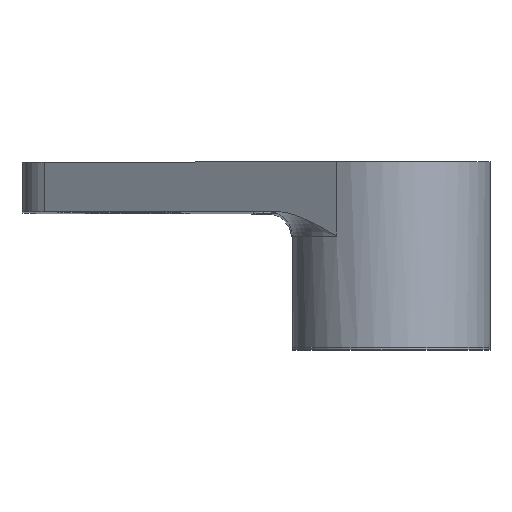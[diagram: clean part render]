
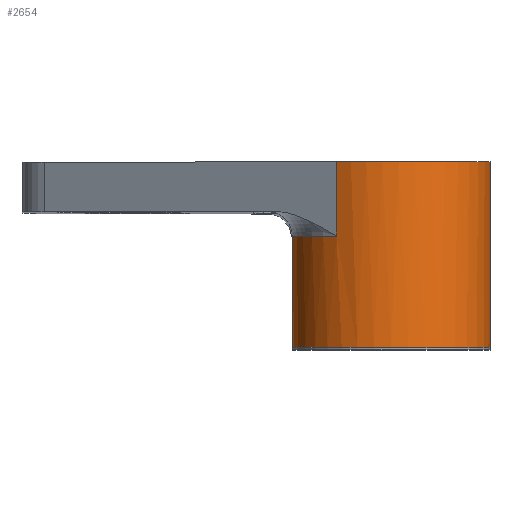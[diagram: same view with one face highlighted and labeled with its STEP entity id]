
A CAD part, top view. The second image highlights one B-rep face of the part: STEP entity #2654.
In plain terms, the highlighted cylindrical face has radius 4 mm (diameter 8 mm), a full revolution.
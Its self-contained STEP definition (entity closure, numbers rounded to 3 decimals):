
#287 = TOROIDAL_SURFACE('',#288,5.,1.);
#288 = AXIS2_PLACEMENT_3D('',#289,#290,#291);
#289 = CARTESIAN_POINT('',(-30.54,-48.158,
    96.224));
#290 = DIRECTION('',(0.,1.,0.));
#291 = DIRECTION('',(0.,0.,1.));
#315 = PLANE('',#316);
#316 = AXIS2_PLACEMENT_3D('',#317,#318,#319);
#317 = CARTESIAN_POINT('',(-28.331,-47.158,
    92.89));
#318 = DIRECTION('',(0.552,0.,-0.834));
#319 = DIRECTION('',(-0.834,0.,-0.552));
#668 = PLANE('',#669);
#669 = AXIS2_PLACEMENT_3D('',#670,#671,#672);
#670 = CARTESIAN_POINT('',(-45.469,-47.158,
    91.129));
#671 = DIRECTION('',(-0.552,0.,0.834));
#672 = DIRECTION('',(0.834,0.,0.552));
#771 = PLANE('',#772);
#772 = AXIS2_PLACEMENT_3D('',#773,#774,#775);
#773 = CARTESIAN_POINT('',(-36.005,-45.158,
    66.024));
#774 = DIRECTION('',(0.,1.,0.));
#775 = DIRECTION('',(-1.,0.,0.));
#1188 = VERTEX_POINT('',#1189);
#1189 = CARTESIAN_POINT('',(-32.75,-48.158,
    99.558));
#1234 = EDGE_CURVE('',#1235,#1188,#1237,.T.);
#1235 = VERTEX_POINT('',#1236);
#1236 = CARTESIAN_POINT('',(-30.54,-48.158,
    92.224));
#1237 = SURFACE_CURVE('',#1238,(#1243,#1250),.PCURVE_S1.);
#1238 = CIRCLE('',#1239,4.);
#1239 = AXIS2_PLACEMENT_3D('',#1240,#1241,#1242);
#1240 = CARTESIAN_POINT('',(-30.54,-48.158,
    96.224));
#1241 = DIRECTION('',(0.,1.,0.));
#1242 = DIRECTION('',(-0.834,0.,
    -0.552));
#1243 = PCURVE('',#287,#1244);
#1244 = DEFINITIONAL_REPRESENTATION('',(#1245),#1249);
#1245 = LINE('',#1246,#1247);
#1246 = CARTESIAN_POINT('',(-2.156,3.142));
#1247 = VECTOR('',#1248,1.);
#1248 = DIRECTION('',(1.,0.));
#1249 = ( GEOMETRIC_REPRESENTATION_CONTEXT(2) 
PARAMETRIC_REPRESENTATION_CONTEXT() REPRESENTATION_CONTEXT('2D SPACE',''
  ) );
#1250 = PCURVE('',#1251,#1256);
#1251 = CYLINDRICAL_SURFACE('',#1252,4.);
#1252 = AXIS2_PLACEMENT_3D('',#1253,#1254,#1255);
#1253 = CARTESIAN_POINT('',(-30.54,-52.658,
    96.224));
#1254 = DIRECTION('',(0.,1.,0.));
#1255 = DIRECTION('',(-1.,0.,-0.));
#1256 = DEFINITIONAL_REPRESENTATION('',(#1257),#1261);
#1257 = LINE('',#1258,#1259);
#1258 = CARTESIAN_POINT('',(-6.868,4.5));
#1259 = VECTOR('',#1260,1.);
#1260 = DIRECTION('',(1.,0.));
#1261 = ( GEOMETRIC_REPRESENTATION_CONTEXT(2) 
PARAMETRIC_REPRESENTATION_CONTEXT() REPRESENTATION_CONTEXT('2D SPACE',''
  ) );
#1278 = TOROIDAL_SURFACE('',#1279,5.,1.);
#1279 = AXIS2_PLACEMENT_3D('',#1280,#1281,#1282);
#1280 = CARTESIAN_POINT('',(-30.54,-48.158,
    96.224));
#1281 = DIRECTION('',(0.,1.,0.));
#1282 = DIRECTION('',(0.,0.,1.));
#1318 = EDGE_CURVE('',#1188,#1319,#1321,.T.);
#1319 = VERTEX_POINT('',#1320);
#1320 = CARTESIAN_POINT('',(-32.75,-45.158,
    99.558));
#1321 = SURFACE_CURVE('',#1322,(#1326,#1333),.PCURVE_S1.);
#1322 = LINE('',#1323,#1324);
#1323 = CARTESIAN_POINT('',(-32.75,-47.158,
    99.558));
#1324 = VECTOR('',#1325,1.);
#1325 = DIRECTION('',(0.,1.,0.));
#1326 = PCURVE('',#668,#1327);
#1327 = DEFINITIONAL_REPRESENTATION('',(#1328),#1332);
#1328 = LINE('',#1329,#1330);
#1329 = CARTESIAN_POINT('',(15.258,0.));
#1330 = VECTOR('',#1331,1.);
#1331 = DIRECTION('',(0.,1.));
#1332 = ( GEOMETRIC_REPRESENTATION_CONTEXT(2) 
PARAMETRIC_REPRESENTATION_CONTEXT() REPRESENTATION_CONTEXT('2D SPACE',''
  ) );
#1333 = PCURVE('',#1251,#1334);
#1334 = DEFINITIONAL_REPRESENTATION('',(#1335),#1339);
#1335 = LINE('',#1336,#1337);
#1336 = CARTESIAN_POINT('',(0.986,5.5));
#1337 = VECTOR('',#1338,1.);
#1338 = DIRECTION('',(0.,1.));
#1339 = ( GEOMETRIC_REPRESENTATION_CONTEXT(2) 
PARAMETRIC_REPRESENTATION_CONTEXT() REPRESENTATION_CONTEXT('2D SPACE',''
  ) );
#1389 = VERTEX_POINT('',#1390);
#1390 = CARTESIAN_POINT('',(-28.331,-45.158,
    92.89));
#1411 = EDGE_CURVE('',#1412,#1389,#1414,.T.);
#1412 = VERTEX_POINT('',#1413);
#1413 = CARTESIAN_POINT('',(-28.331,-48.158,
    92.89));
#1414 = SURFACE_CURVE('',#1415,(#1419,#1426),.PCURVE_S1.);
#1415 = LINE('',#1416,#1417);
#1416 = CARTESIAN_POINT('',(-28.331,-47.158,
    92.89));
#1417 = VECTOR('',#1418,1.);
#1418 = DIRECTION('',(0.,1.,0.));
#1419 = PCURVE('',#315,#1420);
#1420 = DEFINITIONAL_REPRESENTATION('',(#1421),#1425);
#1421 = LINE('',#1422,#1423);
#1422 = CARTESIAN_POINT('',(0.,0.));
#1423 = VECTOR('',#1424,1.);
#1424 = DIRECTION('',(0.,1.));
#1425 = ( GEOMETRIC_REPRESENTATION_CONTEXT(2) 
PARAMETRIC_REPRESENTATION_CONTEXT() REPRESENTATION_CONTEXT('2D SPACE',''
  ) );
#1426 = PCURVE('',#1251,#1427);
#1427 = DEFINITIONAL_REPRESENTATION('',(#1428),#1432);
#1428 = LINE('',#1429,#1430);
#1429 = CARTESIAN_POINT('',(-2.156,5.5));
#1430 = VECTOR('',#1431,1.);
#1431 = DIRECTION('',(0.,1.));
#1432 = ( GEOMETRIC_REPRESENTATION_CONTEXT(2) 
PARAMETRIC_REPRESENTATION_CONTEXT() REPRESENTATION_CONTEXT('2D SPACE',''
  ) );
#2480 = EDGE_CURVE('',#1319,#2481,#2483,.T.);
#2481 = VERTEX_POINT('',#2482);
#2482 = CARTESIAN_POINT('',(-26.54,-45.158,
    96.224));
#2483 = SURFACE_CURVE('',#2484,(#2489,#2496),.PCURVE_S1.);
#2484 = CIRCLE('',#2485,4.);
#2485 = AXIS2_PLACEMENT_3D('',#2486,#2487,#2488);
#2486 = CARTESIAN_POINT('',(-30.54,-45.158,
    96.224));
#2487 = DIRECTION('',(0.,1.,0.));
#2488 = DIRECTION('',(-1.,0.,0.));
#2489 = PCURVE('',#771,#2490);
#2490 = DEFINITIONAL_REPRESENTATION('',(#2491),#2495);
#2491 = CIRCLE('',#2492,4.);
#2492 = AXIS2_PLACEMENT_2D('',#2493,#2494);
#2493 = CARTESIAN_POINT('',(-5.464,30.2));
#2494 = DIRECTION('',(1.,0.));
#2495 = ( GEOMETRIC_REPRESENTATION_CONTEXT(2) 
PARAMETRIC_REPRESENTATION_CONTEXT() REPRESENTATION_CONTEXT('2D SPACE',''
  ) );
#2496 = PCURVE('',#1251,#2497);
#2497 = DEFINITIONAL_REPRESENTATION('',(#2498),#2502);
#2498 = LINE('',#2499,#2500);
#2499 = CARTESIAN_POINT('',(0.,7.5));
#2500 = VECTOR('',#2501,1.);
#2501 = DIRECTION('',(1.,0.));
#2502 = ( GEOMETRIC_REPRESENTATION_CONTEXT(2) 
PARAMETRIC_REPRESENTATION_CONTEXT() REPRESENTATION_CONTEXT('2D SPACE',''
  ) );
#2504 = EDGE_CURVE('',#2481,#1389,#2505,.T.);
#2505 = SURFACE_CURVE('',#2506,(#2511,#2518),.PCURVE_S1.);
#2506 = CIRCLE('',#2507,4.);
#2507 = AXIS2_PLACEMENT_3D('',#2508,#2509,#2510);
#2508 = CARTESIAN_POINT('',(-30.54,-45.158,
    96.224));
#2509 = DIRECTION('',(0.,1.,0.));
#2510 = DIRECTION('',(-1.,0.,0.));
#2511 = PCURVE('',#771,#2512);
#2512 = DEFINITIONAL_REPRESENTATION('',(#2513),#2517);
#2513 = CIRCLE('',#2514,4.);
#2514 = AXIS2_PLACEMENT_2D('',#2515,#2516);
#2515 = CARTESIAN_POINT('',(-5.464,30.2));
#2516 = DIRECTION('',(1.,0.));
#2517 = ( GEOMETRIC_REPRESENTATION_CONTEXT(2) 
PARAMETRIC_REPRESENTATION_CONTEXT() REPRESENTATION_CONTEXT('2D SPACE',''
  ) );
#2518 = PCURVE('',#1251,#2519);
#2519 = DEFINITIONAL_REPRESENTATION('',(#2520),#2524);
#2520 = LINE('',#2521,#2522);
#2521 = CARTESIAN_POINT('',(-6.283,7.5));
#2522 = VECTOR('',#2523,1.);
#2523 = DIRECTION('',(1.,0.));
#2524 = ( GEOMETRIC_REPRESENTATION_CONTEXT(2) 
PARAMETRIC_REPRESENTATION_CONTEXT() REPRESENTATION_CONTEXT('2D SPACE',''
  ) );
#2654 = ADVANCED_FACE('',(#2655),#1251,.T.);
#2655 = FACE_BOUND('',#2656,.T.);
#2656 = EDGE_LOOP('',(#2657,#2658,#2659,#2681,#2682,#2683,#2706,#2733,
    #2734));
#2657 = ORIENTED_EDGE('',*,*,#1318,.F.);
#2658 = ORIENTED_EDGE('',*,*,#1234,.F.);
#2659 = ORIENTED_EDGE('',*,*,#2660,.F.);
#2660 = EDGE_CURVE('',#1412,#1235,#2661,.T.);
#2661 = SURFACE_CURVE('',#2662,(#2667,#2674),.PCURVE_S1.);
#2662 = CIRCLE('',#2663,4.);
#2663 = AXIS2_PLACEMENT_3D('',#2664,#2665,#2666);
#2664 = CARTESIAN_POINT('',(-30.54,-48.158,
    96.224));
#2665 = DIRECTION('',(0.,1.,0.));
#2666 = DIRECTION('',(-0.834,0.,
    -0.552));
#2667 = PCURVE('',#1251,#2668);
#2668 = DEFINITIONAL_REPRESENTATION('',(#2669),#2673);
#2669 = LINE('',#2670,#2671);
#2670 = CARTESIAN_POINT('',(-6.868,4.5));
#2671 = VECTOR('',#2672,1.);
#2672 = DIRECTION('',(1.,0.));
#2673 = ( GEOMETRIC_REPRESENTATION_CONTEXT(2) 
PARAMETRIC_REPRESENTATION_CONTEXT() REPRESENTATION_CONTEXT('2D SPACE',''
  ) );
#2674 = PCURVE('',#1278,#2675);
#2675 = DEFINITIONAL_REPRESENTATION('',(#2676),#2680);
#2676 = LINE('',#2677,#2678);
#2677 = CARTESIAN_POINT('',(-2.156,3.142));
#2678 = VECTOR('',#2679,1.);
#2679 = DIRECTION('',(1.,0.));
#2680 = ( GEOMETRIC_REPRESENTATION_CONTEXT(2) 
PARAMETRIC_REPRESENTATION_CONTEXT() REPRESENTATION_CONTEXT('2D SPACE',''
  ) );
#2681 = ORIENTED_EDGE('',*,*,#1411,.T.);
#2682 = ORIENTED_EDGE('',*,*,#2504,.F.);
#2683 = ORIENTED_EDGE('',*,*,#2684,.T.);
#2684 = EDGE_CURVE('',#2481,#2685,#2687,.T.);
#2685 = VERTEX_POINT('',#2686);
#2686 = CARTESIAN_POINT('',(-26.54,-52.658,
    96.224));
#2687 = SEAM_CURVE('',#2688,(#2692,#2699),.PCURVE_S1.);
#2688 = LINE('',#2689,#2690);
#2689 = CARTESIAN_POINT('',(-26.54,-52.658,
    96.224));
#2690 = VECTOR('',#2691,1.);
#2691 = DIRECTION('',(0.,-1.,0.));
#2692 = PCURVE('',#1251,#2693);
#2693 = DEFINITIONAL_REPRESENTATION('',(#2694),#2698);
#2694 = LINE('',#2695,#2696);
#2695 = CARTESIAN_POINT('',(-3.142,0.));
#2696 = VECTOR('',#2697,1.);
#2697 = DIRECTION('',(0.,-1.));
#2698 = ( GEOMETRIC_REPRESENTATION_CONTEXT(2) 
PARAMETRIC_REPRESENTATION_CONTEXT() REPRESENTATION_CONTEXT('2D SPACE',''
  ) );
#2699 = PCURVE('',#1251,#2700);
#2700 = DEFINITIONAL_REPRESENTATION('',(#2701),#2705);
#2701 = LINE('',#2702,#2703);
#2702 = CARTESIAN_POINT('',(3.142,0.));
#2703 = VECTOR('',#2704,1.);
#2704 = DIRECTION('',(0.,-1.));
#2705 = ( GEOMETRIC_REPRESENTATION_CONTEXT(2) 
PARAMETRIC_REPRESENTATION_CONTEXT() REPRESENTATION_CONTEXT('2D SPACE',''
  ) );
#2706 = ORIENTED_EDGE('',*,*,#2707,.T.);
#2707 = EDGE_CURVE('',#2685,#2685,#2708,.T.);
#2708 = SURFACE_CURVE('',#2709,(#2714,#2721),.PCURVE_S1.);
#2709 = CIRCLE('',#2710,4.);
#2710 = AXIS2_PLACEMENT_3D('',#2711,#2712,#2713);
#2711 = CARTESIAN_POINT('',(-30.54,-52.658,
    96.224));
#2712 = DIRECTION('',(0.,1.,0.));
#2713 = DIRECTION('',(-1.,0.,0.));
#2714 = PCURVE('',#1251,#2715);
#2715 = DEFINITIONAL_REPRESENTATION('',(#2716),#2720);
#2716 = LINE('',#2717,#2718);
#2717 = CARTESIAN_POINT('',(-6.283,0.));
#2718 = VECTOR('',#2719,1.);
#2719 = DIRECTION('',(1.,0.));
#2720 = ( GEOMETRIC_REPRESENTATION_CONTEXT(2) 
PARAMETRIC_REPRESENTATION_CONTEXT() REPRESENTATION_CONTEXT('2D SPACE',''
  ) );
#2721 = PCURVE('',#2722,#2727);
#2722 = PLANE('',#2723);
#2723 = AXIS2_PLACEMENT_3D('',#2724,#2725,#2726);
#2724 = CARTESIAN_POINT('',(-30.54,-52.658,
    96.224));
#2725 = DIRECTION('',(0.,1.,0.));
#2726 = DIRECTION('',(-1.,0.,0.));
#2727 = DEFINITIONAL_REPRESENTATION('',(#2728),#2732);
#2728 = CIRCLE('',#2729,4.);
#2729 = AXIS2_PLACEMENT_2D('',#2730,#2731);
#2730 = CARTESIAN_POINT('',(0.,0.));
#2731 = DIRECTION('',(1.,0.));
#2732 = ( GEOMETRIC_REPRESENTATION_CONTEXT(2) 
PARAMETRIC_REPRESENTATION_CONTEXT() REPRESENTATION_CONTEXT('2D SPACE',''
  ) );
#2733 = ORIENTED_EDGE('',*,*,#2684,.F.);
#2734 = ORIENTED_EDGE('',*,*,#2480,.F.);
